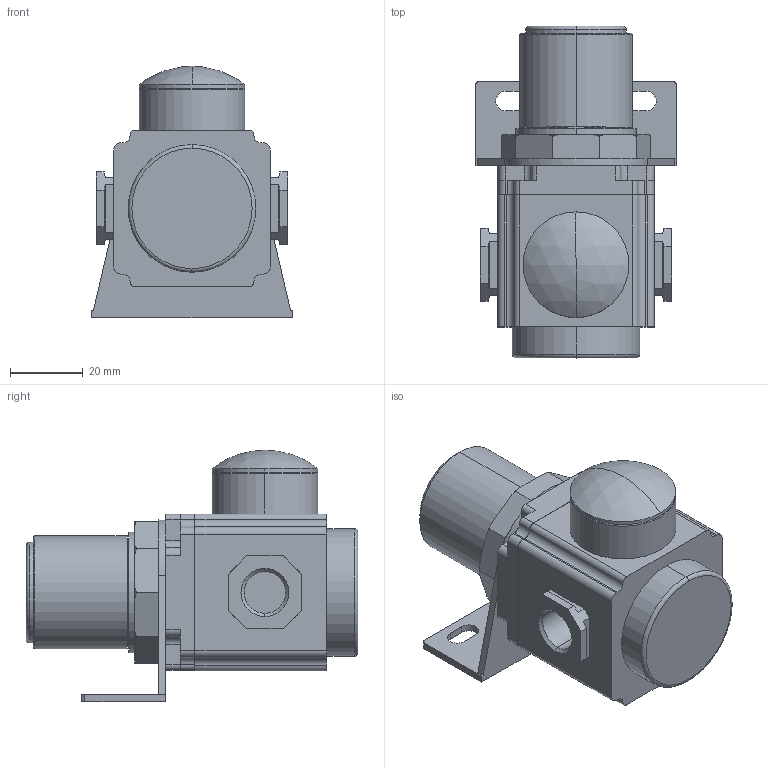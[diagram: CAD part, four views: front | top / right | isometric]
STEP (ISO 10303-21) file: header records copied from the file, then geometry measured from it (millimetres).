
FILE_DESCRIPTION (( 'STEP AP203' ), '1' );
FILE_NAME ('AR2-223.step', '2020-04-16T19:47:29', ( '' ), ( '' ), 'SwSTEP 2.0', 'SolidWorks 2019', '' );
FILE_SCHEMA (( 'CONFIG_CONTROL_DESIGN' ));
Length unit declared in the file: millimetre
Products named in the file (1): AR2-223
Bounding box: 55 x 91 x 69 mm (x, y, z)
Volume: 132557.4 mm3; surface area: 22852.4 mm2
Topology: 1 solids, 1 shells, 193 faces, 512 edges, 333 vertices
Faces by surface type: plane 108, cylinder 61, torus 16, cone 6, sphere 2
Entity records: 6273 total; most frequent: CARTESIAN_POINT 1299, DIRECTION 1030, ORIENTED_EDGE 1024, EDGE_CURVE 512, AXIS2_PLACEMENT_3D 352, VERTEX_POINT 333, VECTOR 326, LINE 326
